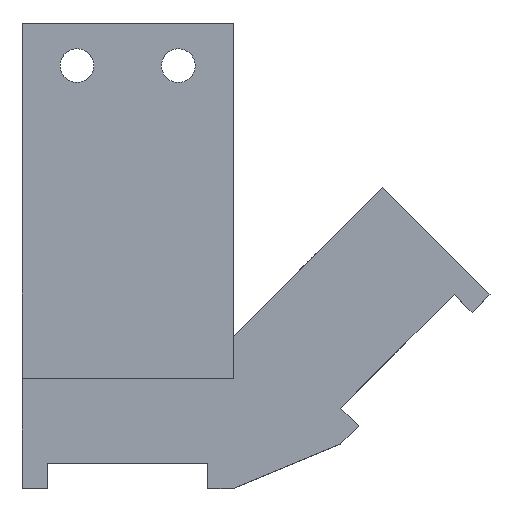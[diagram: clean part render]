
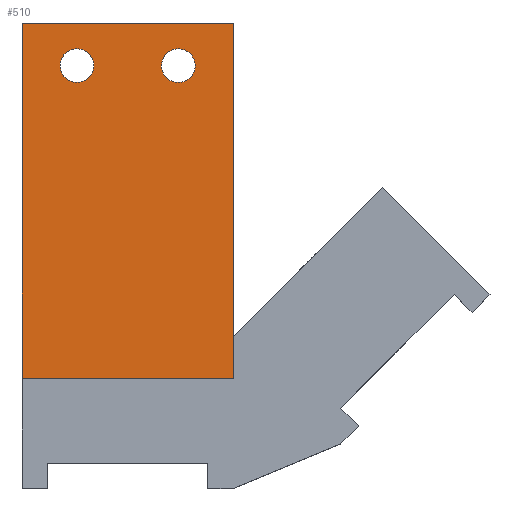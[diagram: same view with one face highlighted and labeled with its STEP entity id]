
A CAD part, top view. The second image highlights one B-rep face of the part: STEP entity #510.
In plain terms, the highlighted planar face has unit normal (0, 0, 1).
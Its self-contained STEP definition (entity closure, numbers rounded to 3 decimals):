
#18=FACE_BOUND('',#82,.T.);
#19=FACE_BOUND('',#83,.T.);
#28=PLANE('',#555);
#52=FACE_OUTER_BOUND('',#81,.T.);
#81=EDGE_LOOP('',(#391,#392,#393,#394));
#82=EDGE_LOOP('',(#395));
#83=EDGE_LOOP('',(#396));
#107=LINE('',#726,#170);
#119=LINE('',#752,#182);
#122=LINE('',#758,#185);
#124=LINE('',#761,#187);
#170=VECTOR('',#595,10.);
#182=VECTOR('',#615,10.);
#185=VECTOR('',#620,10.);
#187=VECTOR('',#624,10.);
#232=CIRCLE('',#545,2.);
#234=CIRCLE('',#548,2.);
#240=VERTEX_POINT('',#714);
#242=VERTEX_POINT('',#720);
#243=VERTEX_POINT('',#724);
#244=VERTEX_POINT('',#725);
#254=VERTEX_POINT('',#751);
#256=VERTEX_POINT('',#757);
#288=EDGE_CURVE('',#240,#240,#232,.T.);
#291=EDGE_CURVE('',#242,#242,#234,.T.);
#292=EDGE_CURVE('',#243,#244,#107,.T.);
#305=EDGE_CURVE('',#254,#243,#119,.T.);
#308=EDGE_CURVE('',#256,#254,#122,.T.);
#310=EDGE_CURVE('',#244,#256,#124,.T.);
#391=ORIENTED_EDGE('',*,*,#308,.T.);
#392=ORIENTED_EDGE('',*,*,#305,.T.);
#393=ORIENTED_EDGE('',*,*,#292,.T.);
#394=ORIENTED_EDGE('',*,*,#310,.T.);
#395=ORIENTED_EDGE('',*,*,#288,.T.);
#396=ORIENTED_EDGE('',*,*,#291,.T.);
#510=ADVANCED_FACE('',(#52,#18,#19),#28,.T.);
#545=AXIS2_PLACEMENT_3D('',#716,#584,#585);
#548=AXIS2_PLACEMENT_3D('',#722,#591,#592);
#555=AXIS2_PLACEMENT_3D('',#760,#622,#623);
#584=DIRECTION('center_axis',(0.,0.,-1.));
#585=DIRECTION('ref_axis',(-1.,0.,0.));
#591=DIRECTION('center_axis',(0.,0.,-1.));
#592=DIRECTION('ref_axis',(-1.,0.,0.));
#595=DIRECTION('',(-1.,0.,0.));
#615=DIRECTION('',(0.,1.,0.));
#620=DIRECTION('',(1.,0.,0.));
#622=DIRECTION('center_axis',(0.,0.,1.));
#623=DIRECTION('ref_axis',(1.,0.,0.));
#624=DIRECTION('',(0.,-1.,0.));
#714=CARTESIAN_POINT('',(5.5,47.,40.));
#716=CARTESIAN_POINT('Origin',(3.5,47.,40.));
#720=CARTESIAN_POINT('',(17.5,47.,40.));
#722=CARTESIAN_POINT('Origin',(15.5,47.,40.));
#724=CARTESIAN_POINT('',(22.,52.,40.));
#725=CARTESIAN_POINT('',(-3.,52.,40.));
#726=CARTESIAN_POINT('',(22.,52.,40.));
#751=CARTESIAN_POINT('',(22.,10.,40.));
#752=CARTESIAN_POINT('',(22.,15.,40.));
#757=CARTESIAN_POINT('',(-3.,10.,40.));
#758=CARTESIAN_POINT('',(22.,10.,40.));
#760=CARTESIAN_POINT('Origin',(9.5,12.5,40.));
#761=CARTESIAN_POINT('',(-3.,37.,40.));
